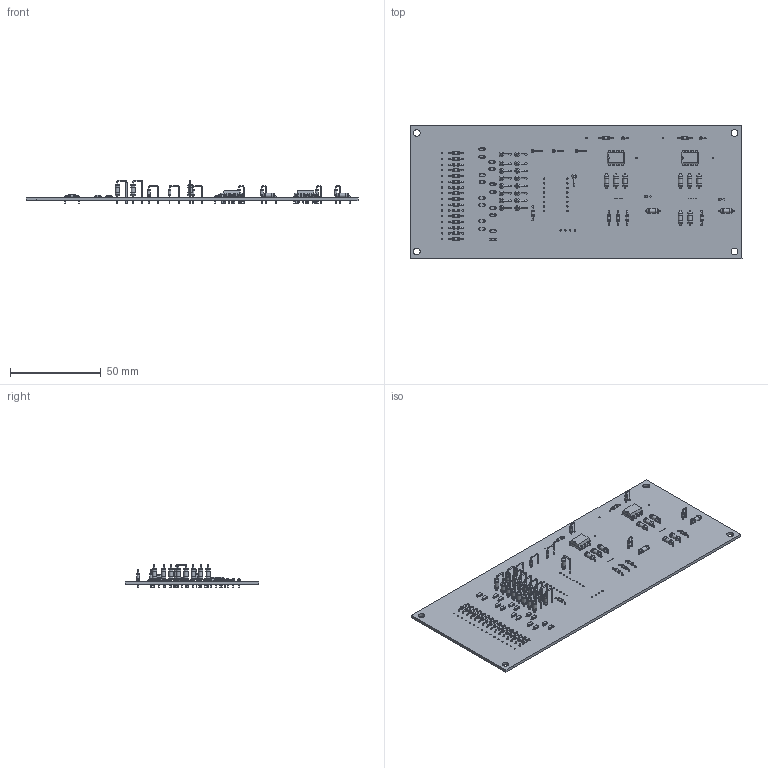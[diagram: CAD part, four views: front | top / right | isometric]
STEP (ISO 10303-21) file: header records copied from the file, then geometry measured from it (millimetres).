
FILE_DESCRIPTION(('KiCad electronic assembly'),'2;1');
FILE_NAME('Final_PCB.step','2023-09-29T09:37:30',('Pcbnew'),('Kicad'), 'Open CASCADE STEP processor 7.6','KiCad to STEP converter','Unknown' );
FILE_SCHEMA(('AUTOMOTIVE_DESIGN { 1 0 10303 214 1 1 1 1 }'));
Length unit declared in the file: millimetre
Products named in the file (16): Final_PCB 1; R_Axial_DIN0204_L3.6mm_D1.6mm_P2.54mm_Vertical; SOLID; R_Axial_DIN0207_L6.3mm_D2.5mm_P5.08mm_Vertical; R_Axial_DIN0204_L3.6mm_D1.6mm_P7.62mm_Horizontal; D_SOD-123; DIP-8_W7.62mm; R_Axial_DIN0207_L6.3mm_D2.5mm_P7.62mm_Horizontal; R_Axial_DIN0204_L3.6mm_D1.6mm_P5.08mm_Vertical; Final_PCB PCB
Assembly tree (83 placements, depth 3):
  Final_PCB 1
    R_Axial_DIN0204_L3.6mm_D1.6mm_P2.54mm_Vertical  x4
      SOLID
    R_Axial_DIN0207_L6.3mm_D2.5mm_P5.08mm_Vertical  x17
      SOLID
    R_Axial_DIN0204_L3.6mm_D1.6mm_P7.62mm_Horizontal  x23
      SOLID
    D_SOD-123  x16
      SOLID
    DIP-8_W7.62mm  x2
      SOLID
    R_Axial_DIN0207_L6.3mm_D2.5mm_P7.62mm_Horizontal  x10
      SOLID
    R_Axial_DIN0204_L3.6mm_D1.6mm_P5.08mm_Vertical  x3
      SOLID
    Final_PCB PCB
Bounding box: 182.58 x 73.51 x 12.8 mm (x, y, z)
Volume: 22832.9 mm3; surface area: 32605.2 mm2
Topology: 76 solids, 76 shells, 2506 faces, 5348 edges, 3238 vertices
Faces by surface type: plane 1099, cylinder 723, bspline 456, torus 228
Full cylindrical faces by diameter (mm): 0.5 x128, 0.6 x88, 0.7 x84, 0.8 x86, 1.44 x30, 1.6 x60, 2.25 x27, 2.5 x54, 3.7 x4
Entity records: 37924 total; most frequent: CARTESIAN_POINT 10139, DIRECTION 4711, LINE 2597, VECTOR 2597, ORIENTED_EDGE 2488, PCURVE 2488, DEFINITIONAL_REPRESENTATION 2488, EDGE_CURVE 1244
